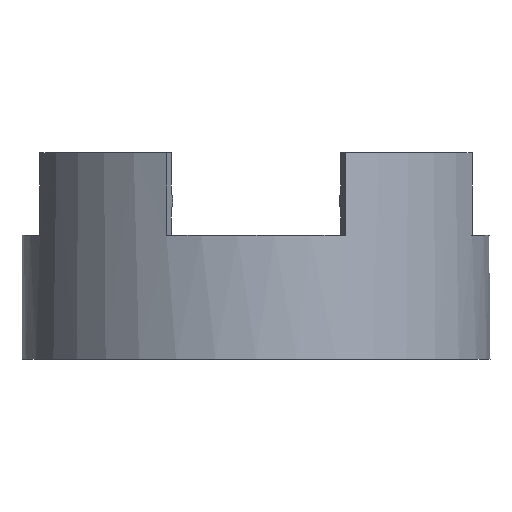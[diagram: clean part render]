
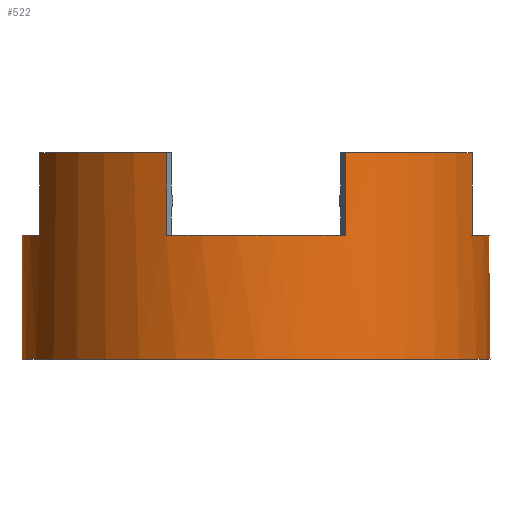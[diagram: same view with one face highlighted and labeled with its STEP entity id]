
A CAD part, front view. The second image highlights one B-rep face of the part: STEP entity #522.
In plain terms, the highlighted cylindrical face has radius 17 mm (diameter 34 mm), a full revolution.
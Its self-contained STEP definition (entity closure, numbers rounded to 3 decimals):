
#254 = VERTEX_POINT('',#255);
#255 = CARTESIAN_POINT('',(-15.706,-6.506,15.));
#277 = VERTEX_POINT('',#278);
#278 = CARTESIAN_POINT('',(-15.706,-6.506,9.));
#284 = EDGE_CURVE('',#254,#277,#285,.T.);
#285 = LINE('',#286,#287);
#286 = CARTESIAN_POINT('',(-15.706,-6.506,15.));
#287 = VECTOR('',#288,1.);
#288 = DIRECTION('',(0.,0.,-1.));
#324 = VERTEX_POINT('',#325);
#325 = CARTESIAN_POINT('',(-6.506,-15.706,15.));
#342 = VERTEX_POINT('',#343);
#343 = CARTESIAN_POINT('',(-6.506,-15.706,9.));
#349 = EDGE_CURVE('',#324,#342,#350,.T.);
#350 = LINE('',#351,#352);
#351 = CARTESIAN_POINT('',(-6.506,-15.706,15.));
#352 = VECTOR('',#353,1.);
#353 = DIRECTION('',(0.,0.,-1.));
#509 = EDGE_CURVE('',#254,#324,#510,.T.);
#510 = CIRCLE('',#511,17.);
#511 = AXIS2_PLACEMENT_3D('',#512,#513,#514);
#512 = CARTESIAN_POINT('',(0.,0.,15.));
#513 = DIRECTION('',(0.,0.,1.));
#514 = DIRECTION('',(-1.,0.,0.));
#522 = ADVANCED_FACE('',(#523),#662,.T.);
#523 = FACE_BOUND('',#524,.F.);
#524 = EDGE_LOOP('',(#525,#526,#527,#528,#537,#545,#554,#562,#571,#579,
    #588,#596,#605,#613,#622,#630,#639,#647,#654,#655));
#525 = ORIENTED_EDGE('',*,*,#284,.F.);
#526 = ORIENTED_EDGE('',*,*,#509,.T.);
#527 = ORIENTED_EDGE('',*,*,#349,.T.);
#528 = ORIENTED_EDGE('',*,*,#529,.F.);
#529 = EDGE_CURVE('',#530,#342,#532,.T.);
#530 = VERTEX_POINT('',#531);
#531 = CARTESIAN_POINT('',(6.506,-15.706,9.));
#532 = CIRCLE('',#533,17.);
#533 = AXIS2_PLACEMENT_3D('',#534,#535,#536);
#534 = CARTESIAN_POINT('',(0.,0.,9.));
#535 = DIRECTION('',(0.,0.,-1.));
#536 = DIRECTION('',(-1.,-0.,0.));
#537 = ORIENTED_EDGE('',*,*,#538,.F.);
#538 = EDGE_CURVE('',#539,#530,#541,.T.);
#539 = VERTEX_POINT('',#540);
#540 = CARTESIAN_POINT('',(6.506,-15.706,15.));
#541 = LINE('',#542,#543);
#542 = CARTESIAN_POINT('',(6.506,-15.706,15.));
#543 = VECTOR('',#544,1.);
#544 = DIRECTION('',(0.,0.,-1.));
#545 = ORIENTED_EDGE('',*,*,#546,.T.);
#546 = EDGE_CURVE('',#539,#547,#549,.T.);
#547 = VERTEX_POINT('',#548);
#548 = CARTESIAN_POINT('',(15.706,-6.506,15.));
#549 = CIRCLE('',#550,17.);
#550 = AXIS2_PLACEMENT_3D('',#551,#552,#553);
#551 = CARTESIAN_POINT('',(0.,0.,15.));
#552 = DIRECTION('',(0.,0.,1.));
#553 = DIRECTION('',(-1.,0.,0.));
#554 = ORIENTED_EDGE('',*,*,#555,.T.);
#555 = EDGE_CURVE('',#547,#556,#558,.T.);
#556 = VERTEX_POINT('',#557);
#557 = CARTESIAN_POINT('',(15.706,-6.506,9.));
#558 = LINE('',#559,#560);
#559 = CARTESIAN_POINT('',(15.706,-6.506,15.));
#560 = VECTOR('',#561,1.);
#561 = DIRECTION('',(0.,0.,-1.));
#562 = ORIENTED_EDGE('',*,*,#563,.F.);
#563 = EDGE_CURVE('',#564,#556,#566,.T.);
#564 = VERTEX_POINT('',#565);
#565 = CARTESIAN_POINT('',(15.706,6.506,9.));
#566 = CIRCLE('',#567,17.);
#567 = AXIS2_PLACEMENT_3D('',#568,#569,#570);
#568 = CARTESIAN_POINT('',(0.,0.,9.));
#569 = DIRECTION('',(0.,0.,-1.));
#570 = DIRECTION('',(-1.,-0.,0.));
#571 = ORIENTED_EDGE('',*,*,#572,.F.);
#572 = EDGE_CURVE('',#573,#564,#575,.T.);
#573 = VERTEX_POINT('',#574);
#574 = CARTESIAN_POINT('',(15.706,6.506,15.));
#575 = LINE('',#576,#577);
#576 = CARTESIAN_POINT('',(15.706,6.506,15.));
#577 = VECTOR('',#578,1.);
#578 = DIRECTION('',(0.,0.,-1.));
#579 = ORIENTED_EDGE('',*,*,#580,.T.);
#580 = EDGE_CURVE('',#573,#581,#583,.T.);
#581 = VERTEX_POINT('',#582);
#582 = CARTESIAN_POINT('',(6.506,15.706,15.));
#583 = CIRCLE('',#584,17.);
#584 = AXIS2_PLACEMENT_3D('',#585,#586,#587);
#585 = CARTESIAN_POINT('',(0.,0.,15.));
#586 = DIRECTION('',(0.,0.,1.));
#587 = DIRECTION('',(-1.,0.,0.));
#588 = ORIENTED_EDGE('',*,*,#589,.T.);
#589 = EDGE_CURVE('',#581,#590,#592,.T.);
#590 = VERTEX_POINT('',#591);
#591 = CARTESIAN_POINT('',(6.506,15.706,9.));
#592 = LINE('',#593,#594);
#593 = CARTESIAN_POINT('',(6.506,15.706,15.));
#594 = VECTOR('',#595,1.);
#595 = DIRECTION('',(0.,0.,-1.));
#596 = ORIENTED_EDGE('',*,*,#597,.F.);
#597 = EDGE_CURVE('',#598,#590,#600,.T.);
#598 = VERTEX_POINT('',#599);
#599 = CARTESIAN_POINT('',(-6.506,15.706,9.));
#600 = CIRCLE('',#601,17.);
#601 = AXIS2_PLACEMENT_3D('',#602,#603,#604);
#602 = CARTESIAN_POINT('',(0.,0.,9.));
#603 = DIRECTION('',(0.,0.,-1.));
#604 = DIRECTION('',(-1.,-0.,0.));
#605 = ORIENTED_EDGE('',*,*,#606,.F.);
#606 = EDGE_CURVE('',#607,#598,#609,.T.);
#607 = VERTEX_POINT('',#608);
#608 = CARTESIAN_POINT('',(-6.506,15.706,15.));
#609 = LINE('',#610,#611);
#610 = CARTESIAN_POINT('',(-6.506,15.706,15.));
#611 = VECTOR('',#612,1.);
#612 = DIRECTION('',(0.,0.,-1.));
#613 = ORIENTED_EDGE('',*,*,#614,.T.);
#614 = EDGE_CURVE('',#607,#615,#617,.T.);
#615 = VERTEX_POINT('',#616);
#616 = CARTESIAN_POINT('',(-15.706,6.506,15.));
#617 = CIRCLE('',#618,17.);
#618 = AXIS2_PLACEMENT_3D('',#619,#620,#621);
#619 = CARTESIAN_POINT('',(0.,0.,15.));
#620 = DIRECTION('',(0.,0.,1.));
#621 = DIRECTION('',(-1.,0.,0.));
#622 = ORIENTED_EDGE('',*,*,#623,.T.);
#623 = EDGE_CURVE('',#615,#624,#626,.T.);
#624 = VERTEX_POINT('',#625);
#625 = CARTESIAN_POINT('',(-15.706,6.506,9.));
#626 = LINE('',#627,#628);
#627 = CARTESIAN_POINT('',(-15.706,6.506,15.));
#628 = VECTOR('',#629,1.);
#629 = DIRECTION('',(0.,0.,-1.));
#630 = ORIENTED_EDGE('',*,*,#631,.F.);
#631 = EDGE_CURVE('',#632,#624,#634,.T.);
#632 = VERTEX_POINT('',#633);
#633 = CARTESIAN_POINT('',(-17.,0.,9.));
#634 = CIRCLE('',#635,17.);
#635 = AXIS2_PLACEMENT_3D('',#636,#637,#638);
#636 = CARTESIAN_POINT('',(0.,0.,9.));
#637 = DIRECTION('',(0.,0.,-1.));
#638 = DIRECTION('',(-1.,-0.,0.));
#639 = ORIENTED_EDGE('',*,*,#640,.T.);
#640 = EDGE_CURVE('',#632,#641,#643,.T.);
#641 = VERTEX_POINT('',#642);
#642 = CARTESIAN_POINT('',(-17.,0.,-0.));
#643 = LINE('',#644,#645);
#644 = CARTESIAN_POINT('',(-17.,0.,15.));
#645 = VECTOR('',#646,1.);
#646 = DIRECTION('',(0.,0.,-1.));
#647 = ORIENTED_EDGE('',*,*,#648,.F.);
#648 = EDGE_CURVE('',#641,#641,#649,.T.);
#649 = CIRCLE('',#650,17.);
#650 = AXIS2_PLACEMENT_3D('',#651,#652,#653);
#651 = CARTESIAN_POINT('',(0.,0.,0.));
#652 = DIRECTION('',(0.,0.,1.));
#653 = DIRECTION('',(-1.,0.,0.));
#654 = ORIENTED_EDGE('',*,*,#640,.F.);
#655 = ORIENTED_EDGE('',*,*,#656,.F.);
#656 = EDGE_CURVE('',#277,#632,#657,.T.);
#657 = CIRCLE('',#658,17.);
#658 = AXIS2_PLACEMENT_3D('',#659,#660,#661);
#659 = CARTESIAN_POINT('',(0.,0.,9.));
#660 = DIRECTION('',(0.,0.,-1.));
#661 = DIRECTION('',(-1.,-0.,0.));
#662 = CYLINDRICAL_SURFACE('',#663,17.);
#663 = AXIS2_PLACEMENT_3D('',#664,#665,#666);
#664 = CARTESIAN_POINT('',(0.,0.,15.));
#665 = DIRECTION('',(0.,0.,-1.));
#666 = DIRECTION('',(-1.,0.,0.));
